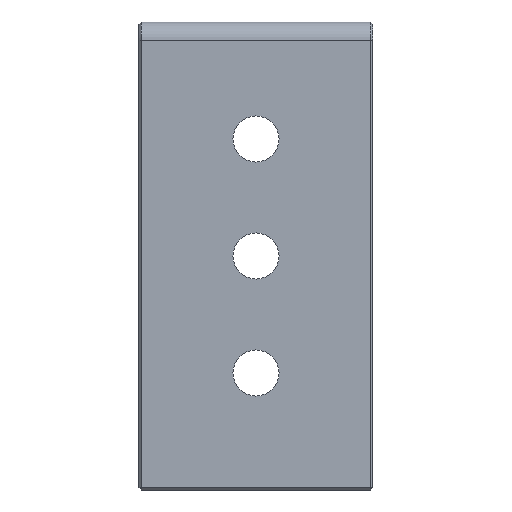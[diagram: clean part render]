
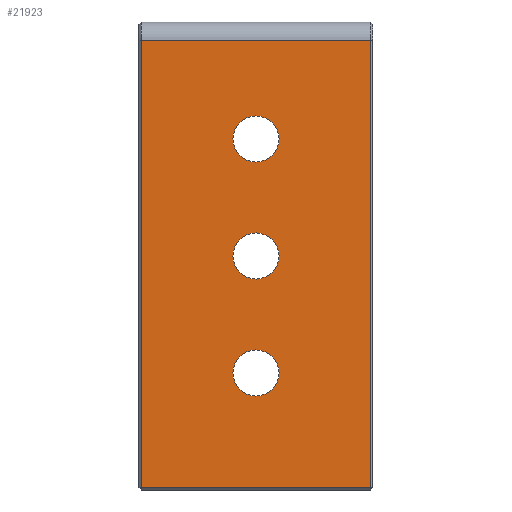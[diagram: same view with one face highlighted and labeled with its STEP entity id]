
A CAD part, left-side view. The second image highlights one B-rep face of the part: STEP entity #21923.
In plain terms, the highlighted planar face has unit normal (-1, 0, 0).
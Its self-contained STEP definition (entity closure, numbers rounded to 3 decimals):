
#349 = CARTESIAN_POINT ( 'NONE',  ( -5., 12.7, -12.7 ) ) ;
#490 = DIRECTION ( 'NONE',  ( 0., 0., -1. ) ) ;
#619 = VECTOR ( 'NONE', #11950, 1000. ) ;
#692 = VERTEX_POINT ( 'NONE', #27480 ) ;
#1536 = DIRECTION ( 'NONE',  ( 1., 0., 0. ) ) ;
#1690 = CARTESIAN_POINT ( 'NONE',  ( -5., 12.7, -25.4 ) ) ;
#2015 = ORIENTED_EDGE ( 'NONE', *, *, #10723, .T. ) ;
#2219 = ORIENTED_EDGE ( 'NONE', *, *, #24176, .T. ) ;
#2276 = CARTESIAN_POINT ( 'NONE',  ( -5., 0., -50.55 ) ) ;
#2304 = EDGE_CURVE ( 'NONE', #23947, #13957, #25053, .T. ) ;
#2391 = DIRECTION ( 'NONE',  ( -1., 0., 0. ) ) ;
#3086 = AXIS2_PLACEMENT_3D ( 'NONE', #1690, #17627, #12905 ) ;
#3753 = ORIENTED_EDGE ( 'NONE', *, *, #9873, .T. ) ;
#3989 = DIRECTION ( 'NONE',  ( 0., 0., -1. ) ) ;
#4604 = DIRECTION ( 'NONE',  ( 1., 0., 0. ) ) ;
#4664 = FACE_BOUND ( 'NONE', #21484, .T. ) ;
#4733 = DIRECTION ( 'NONE',  ( 0., 0., -1. ) ) ;
#6245 = CARTESIAN_POINT ( 'NONE',  ( -5., 25.15, 0. ) ) ;
#6697 = CARTESIAN_POINT ( 'NONE',  ( -5., 0.25, -2. ) ) ;
#6817 = AXIS2_PLACEMENT_3D ( 'NONE', #26608, #12336, #19767 ) ;
#7782 = CIRCLE ( 'NONE', #29625, 2.5 ) ;
#7930 = CIRCLE ( 'NONE', #3086, 2.5 ) ;
#8314 = CIRCLE ( 'NONE', #18010, 2.5 ) ;
#8789 = EDGE_LOOP ( 'NONE', ( #10206, #18170 ) ) ;
#9108 = EDGE_LOOP ( 'NONE', ( #11529, #19682, #2219, #17381 ) ) ;
#9561 = CARTESIAN_POINT ( 'NONE',  ( -5., 12.7, -27.9 ) ) ;
#9655 = FACE_BOUND ( 'NONE', #18969, .T. ) ;
#9822 = VERTEX_POINT ( 'NONE', #18717 ) ;
#9873 = EDGE_CURVE ( 'NONE', #9822, #23158, #7782, .T. ) ;
#10206 = ORIENTED_EDGE ( 'NONE', *, *, #13368, .T. ) ;
#10231 = VECTOR ( 'NONE', #20674, 1000. ) ;
#10422 = EDGE_CURVE ( 'NONE', #13957, #19479, #16121, .T. ) ;
#10723 = EDGE_CURVE ( 'NONE', #24243, #692, #8314, .T. ) ;
#10817 = VECTOR ( 'NONE', #20779, 1000. ) ;
#11529 = ORIENTED_EDGE ( 'NONE', *, *, #2304, .T. ) ;
#11950 = DIRECTION ( 'NONE',  ( 0., 1., 0. ) ) ;
#12074 = FACE_BOUND ( 'NONE', #8789, .T. ) ;
#12336 = DIRECTION ( 'NONE',  ( 1., 0., 0. ) ) ;
#12689 = ORIENTED_EDGE ( 'NONE', *, *, #26712, .T. ) ;
#12905 = DIRECTION ( 'NONE',  ( 0., 0., -1. ) ) ;
#13056 = CARTESIAN_POINT ( 'NONE',  ( -5., 12.7, -38.1 ) ) ;
#13198 = VERTEX_POINT ( 'NONE', #20730 ) ;
#13262 = CARTESIAN_POINT ( 'NONE',  ( -5., 0.25, -50.55 ) ) ;
#13368 = EDGE_CURVE ( 'NONE', #22825, #13198, #27792, .T. ) ;
#13835 = ORIENTED_EDGE ( 'NONE', *, *, #28341, .T. ) ;
#13957 = VERTEX_POINT ( 'NONE', #13262 ) ;
#14941 = DIRECTION ( 'NONE',  ( 1., 0., 0. ) ) ;
#15945 = DIRECTION ( 'NONE',  ( 0., 0., -1. ) ) ;
#16121 = LINE ( 'NONE', #6697, #10231 ) ;
#16352 = VERTEX_POINT ( 'NONE', #25667 ) ;
#16917 = CARTESIAN_POINT ( 'NONE',  ( -5., 12.7, -10.2 ) ) ;
#17381 = ORIENTED_EDGE ( 'NONE', *, *, #17606, .T. ) ;
#17606 = EDGE_CURVE ( 'NONE', #16352, #23947, #22350, .T. ) ;
#17627 = DIRECTION ( 'NONE',  ( 1., 0., 0. ) ) ;
#18010 = AXIS2_PLACEMENT_3D ( 'NONE', #13056, #1536, #15945 ) ;
#18170 = ORIENTED_EDGE ( 'NONE', *, *, #19045, .T. ) ;
#18717 = CARTESIAN_POINT ( 'NONE',  ( -5., 12.7, -15.2 ) ) ;
#18921 = FACE_OUTER_BOUND ( 'NONE', #9108, .T. ) ;
#18922 = AXIS2_PLACEMENT_3D ( 'NONE', #28269, #25538, #4733 ) ;
#18969 = EDGE_LOOP ( 'NONE', ( #12689, #2015 ) ) ;
#19045 = EDGE_CURVE ( 'NONE', #13198, #22825, #7930, .T. ) ;
#19479 = VERTEX_POINT ( 'NONE', #26456 ) ;
#19682 = ORIENTED_EDGE ( 'NONE', *, *, #10422, .T. ) ;
#19767 = DIRECTION ( 'NONE',  ( 0., 0., -1. ) ) ;
#19906 = CIRCLE ( 'NONE', #6817, 2.5 ) ;
#20625 = CARTESIAN_POINT ( 'NONE',  ( -5., 25.15, -50.55 ) ) ;
#20674 = DIRECTION ( 'NONE',  ( 0., 0., 1. ) ) ;
#20730 = CARTESIAN_POINT ( 'NONE',  ( -5., 12.7, -22.9 ) ) ;
#20779 = DIRECTION ( 'NONE',  ( 0., -1., 0. ) ) ;
#21341 = DIRECTION ( 'NONE',  ( 0., 0., 1. ) ) ;
#21342 = CIRCLE ( 'NONE', #18922, 2.5 ) ;
#21484 = EDGE_LOOP ( 'NONE', ( #3753, #13835 ) ) ;
#21895 = AXIS2_PLACEMENT_3D ( 'NONE', #23182, #2391, #21341 ) ;
#21923 = ADVANCED_FACE ( 'NONE', ( #4664, #12074, #9655, #18921 ), #28039, .T. ) ;
#22350 = LINE ( 'NONE', #6245, #27289 ) ;
#22825 = VERTEX_POINT ( 'NONE', #9561 ) ;
#23158 = VERTEX_POINT ( 'NONE', #16917 ) ;
#23182 = CARTESIAN_POINT ( 'NONE',  ( -5., 25.4, 0. ) ) ;
#23439 = AXIS2_PLACEMENT_3D ( 'NONE', #26490, #14941, #24212 ) ;
#23513 = CARTESIAN_POINT ( 'NONE',  ( -5., 25.4, -2. ) ) ;
#23947 = VERTEX_POINT ( 'NONE', #20625 ) ;
#24176 = EDGE_CURVE ( 'NONE', #19479, #16352, #28057, .T. ) ;
#24212 = DIRECTION ( 'NONE',  ( 0., 0., -1. ) ) ;
#24243 = VERTEX_POINT ( 'NONE', #28811 ) ;
#25053 = LINE ( 'NONE', #2276, #10817 ) ;
#25538 = DIRECTION ( 'NONE',  ( 1., 0., 0. ) ) ;
#25667 = CARTESIAN_POINT ( 'NONE',  ( -5., 25.15, -2. ) ) ;
#26456 = CARTESIAN_POINT ( 'NONE',  ( -5., 0.25, -2. ) ) ;
#26490 = CARTESIAN_POINT ( 'NONE',  ( -5., 12.7, -25.4 ) ) ;
#26608 = CARTESIAN_POINT ( 'NONE',  ( -5., 12.7, -12.7 ) ) ;
#26712 = EDGE_CURVE ( 'NONE', #692, #24243, #21342, .T. ) ;
#27289 = VECTOR ( 'NONE', #3989, 1000. ) ;
#27480 = CARTESIAN_POINT ( 'NONE',  ( -5., 12.7, -40.6 ) ) ;
#27792 = CIRCLE ( 'NONE', #23439, 2.5 ) ;
#28039 = PLANE ( 'NONE',  #21895 ) ;
#28057 = LINE ( 'NONE', #23513, #619 ) ;
#28269 = CARTESIAN_POINT ( 'NONE',  ( -5., 12.7, -38.1 ) ) ;
#28341 = EDGE_CURVE ( 'NONE', #23158, #9822, #19906, .T. ) ;
#28811 = CARTESIAN_POINT ( 'NONE',  ( -5., 12.7, -35.6 ) ) ;
#29625 = AXIS2_PLACEMENT_3D ( 'NONE', #349, #4604, #490 ) ;
